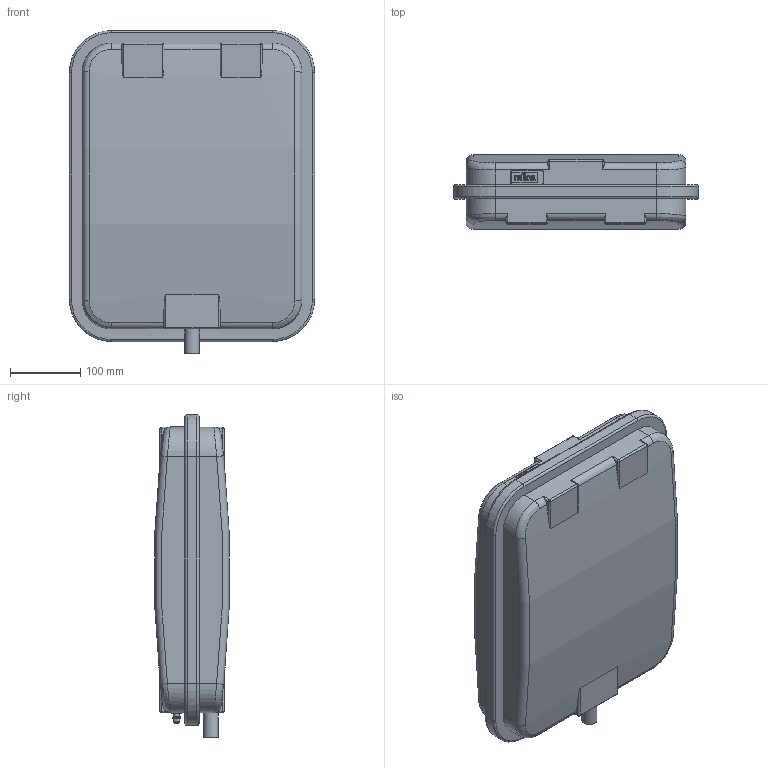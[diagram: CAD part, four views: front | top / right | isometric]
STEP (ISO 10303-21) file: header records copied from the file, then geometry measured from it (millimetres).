
FILE_DESCRIPTION(/* description */ (''),/* implementation_level */ '2;1');
FILE_NAME(/* name */ '3d_ReflexF12_3bar-2211900.stp',/* time_stamp */ '2022-09-14T14:03:26+02:00',/* author */ ('Andrzej'),/* organization */ (''),/* preprocessor_version */ 'ST-DEVELOPER v16.13',/* originating_system */ 'AutoCAD Mechanical',/* authorisation */ '');
FILE_SCHEMA (('AUTOMOTIVE_DESIGN { 1 0 10303 214 3 1 1 }'));
Length unit declared in the file: millimetre
Products named in the file (1): Product
Bounding box: 350 x 106.01 x 461 mm (x, y, z)
Volume: 13048224 mm3; surface area: 740405.8 mm2
Topology: 14 solids, 14 shells, 333 faces, 838 edges, 527 vertices
Faces by surface type: cylinder 148, plane 144, torus 15, sphere 12, bspline 10, cone 4
Full cylindrical faces by diameter (mm): 6.23 x1, 8 x1, 8.06 x1, 10 x1, 11 x1, 14 x1, 14.9 x1, 21.3 x1
Entity records: 12269 total; most frequent: CARTESIAN_POINT 4204, DIRECTION 1726, ORIENTED_EDGE 1620, EDGE_CURVE 810, AXIS2_PLACEMENT_3D 634, VERTEX_POINT 526, LINE 458, VECTOR 458
